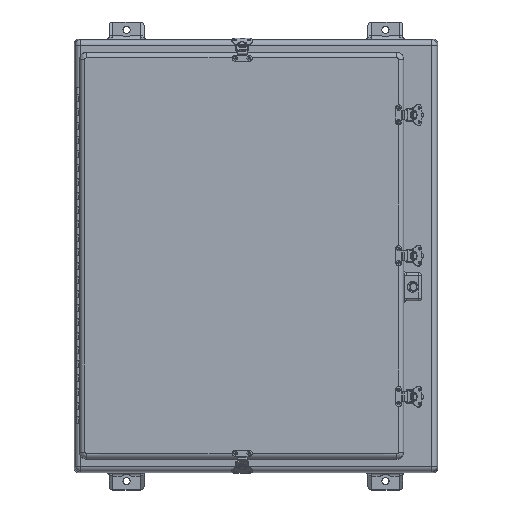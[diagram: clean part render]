
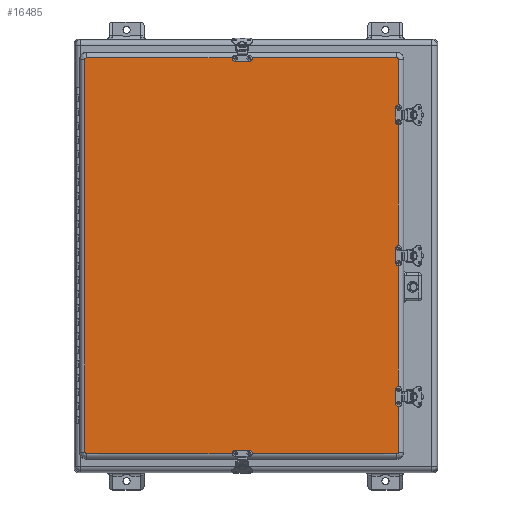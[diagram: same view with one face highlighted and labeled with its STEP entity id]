
A CAD part, top view. The second image highlights one B-rep face of the part: STEP entity #16485.
In plain terms, the highlighted planar face has unit normal (0, 0, 1).
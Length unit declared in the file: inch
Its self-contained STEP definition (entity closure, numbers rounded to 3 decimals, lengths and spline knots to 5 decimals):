
#848=CIRCLE($,#17834,0.07);
#849=CIRCLE($,#17836,0.07);
#854=CIRCLE($,#17844,0.07);
#855=CIRCLE($,#17846,0.07);
#856=CIRCLE($,#17848,0.07);
#857=CIRCLE($,#17850,0.07);
#866=CIRCLE($,#17864,0.07);
#867=CIRCLE($,#17866,0.07);
#868=CIRCLE($,#17868,0.07);
#869=CIRCLE($,#17870,0.07);
#870=CIRCLE($,#17872,0.10404);
#871=CIRCLE($,#17873,0.10404);
#872=CIRCLE($,#17874,0.10404);
#873=CIRCLE($,#17875,0.10404);
#2496=PLANE($,#17871);
#3106=FACE_OUTER_BOUND($,#4209,.T.);
#4209=EDGE_LOOP($,(#13032,#13033,#13034,#13035,#13036,#13037,#13038,#13039,
#13040,#13041,#13042,#13043,#13044,#13045,#13046,#13047,#13048,#13049,#13050,
#13051,#13052,#13053,#13054,#13055,#13056,#13057,#13058,#13059));
#5610=LINE($,#26898,#6827);
#5611=LINE($,#26919,#6828);
#5612=LINE($,#26940,#6829);
#5614=LINE($,#26948,#6831);
#5615=LINE($,#26969,#6832);
#5616=LINE($,#26989,#6833);
#5617=LINE($,#26990,#6834);
#5619=LINE($,#27159,#6836);
#5621=LINE($,#27166,#6838);
#5622=LINE($,#27167,#6839);
#5624=LINE($,#27175,#6841);
#5625=LINE($,#27177,#6842);
#5627=LINE($,#27184,#6844);
#5628=LINE($,#27198,#6845);
#6827=VECTOR($,#20886,8.99212);
#6828=VECTOR($,#20887,0.80462);
#6829=VECTOR($,#20888,3.43356);
#6831=VECTOR($,#20894,3.43356);
#6832=VECTOR($,#20895,0.80462);
#6833=VECTOR($,#20896,8.99212);
#6834=VECTOR($,#20897,0.80462);
#6836=VECTOR($,#20923,10.55856);
#6838=VECTOR($,#20929,10.55856);
#6839=VECTOR($,#20930,0.80462);
#6841=VECTOR($,#20940,0.80462);
#6842=VECTOR($,#20941,10.55856);
#6844=VECTOR($,#20947,10.55856);
#6845=VECTOR($,#20970,28.0625);
#8169=VERTEX_POINT($,#26757);
#8170=VERTEX_POINT($,#26758);
#8171=VERTEX_POINT($,#26797);
#8172=VERTEX_POINT($,#26798);
#8175=VERTEX_POINT($,#26897);
#8176=VERTEX_POINT($,#26899);
#8177=VERTEX_POINT($,#26918);
#8178=VERTEX_POINT($,#26920);
#8179=VERTEX_POINT($,#26939);
#8182=VERTEX_POINT($,#26945);
#8183=VERTEX_POINT($,#26947);
#8184=VERTEX_POINT($,#26949);
#8185=VERTEX_POINT($,#26968);
#8186=VERTEX_POINT($,#26970);
#8187=VERTEX_POINT($,#27010);
#8188=VERTEX_POINT($,#27011);
#8189=VERTEX_POINT($,#27050);
#8190=VERTEX_POINT($,#27051);
#8191=VERTEX_POINT($,#27090);
#8192=VERTEX_POINT($,#27091);
#8193=VERTEX_POINT($,#27130);
#8194=VERTEX_POINT($,#27131);
#8197=VERTEX_POINT($,#27158);
#8200=VERTEX_POINT($,#27164);
#8203=VERTEX_POINT($,#27176);
#8206=VERTEX_POINT($,#27182);
#8207=VERTEX_POINT($,#27195);
#8208=VERTEX_POINT($,#27197);
#9964=EDGE_CURVE($,#8169,#8170,#848,.T.);
#9967=EDGE_CURVE($,#8171,#8172,#849,.T.);
#9976=EDGE_CURVE($,#8169,#8175,#5610,.T.);
#9978=EDGE_CURVE($,#8176,#8177,#5611,.T.);
#9980=EDGE_CURVE($,#8178,#8179,#5612,.T.);
#9984=EDGE_CURVE($,#8182,#8183,#5614,.T.);
#9986=EDGE_CURVE($,#8184,#8185,#5615,.T.);
#9988=EDGE_CURVE($,#8186,#8172,#5616,.T.);
#9989=EDGE_CURVE($,#8171,#8170,#5617,.T.);
#9991=EDGE_CURVE($,#8187,#8188,#854,.T.);
#9994=EDGE_CURVE($,#8189,#8190,#855,.T.);
#9997=EDGE_CURVE($,#8191,#8192,#856,.T.);
#10000=EDGE_CURVE($,#8193,#8194,#857,.T.);
#10005=EDGE_CURVE($,#8187,#8197,#5619,.T.);
#10009=EDGE_CURVE($,#8200,#8190,#5621,.T.);
#10010=EDGE_CURVE($,#8189,#8188,#5622,.T.);
#10014=EDGE_CURVE($,#8191,#8194,#5624,.T.);
#10015=EDGE_CURVE($,#8193,#8203,#5625,.T.);
#10019=EDGE_CURVE($,#8206,#8192,#5627,.T.);
#10020=EDGE_CURVE($,#8186,#8185,#866,.T.);
#10021=EDGE_CURVE($,#8184,#8183,#867,.T.);
#10022=EDGE_CURVE($,#8176,#8175,#868,.T.);
#10023=EDGE_CURVE($,#8178,#8177,#869,.T.);
#10024=EDGE_CURVE($,#8203,#8182,#870,.T.);
#10025=EDGE_CURVE($,#8207,#8206,#871,.T.);
#10026=EDGE_CURVE($,#8208,#8207,#5628,.T.);
#10027=EDGE_CURVE($,#8197,#8208,#872,.T.);
#10028=EDGE_CURVE($,#8179,#8200,#873,.T.);
#13032=ORIENTED_EDGE($,*,*,#9964,.T.);
#13033=ORIENTED_EDGE($,*,*,#9989,.F.);
#13034=ORIENTED_EDGE($,*,*,#9967,.T.);
#13035=ORIENTED_EDGE($,*,*,#9988,.F.);
#13036=ORIENTED_EDGE($,*,*,#10020,.T.);
#13037=ORIENTED_EDGE($,*,*,#9986,.F.);
#13038=ORIENTED_EDGE($,*,*,#10021,.T.);
#13039=ORIENTED_EDGE($,*,*,#9984,.F.);
#13040=ORIENTED_EDGE($,*,*,#10024,.F.);
#13041=ORIENTED_EDGE($,*,*,#10015,.F.);
#13042=ORIENTED_EDGE($,*,*,#10000,.T.);
#13043=ORIENTED_EDGE($,*,*,#10014,.F.);
#13044=ORIENTED_EDGE($,*,*,#9997,.T.);
#13045=ORIENTED_EDGE($,*,*,#10019,.F.);
#13046=ORIENTED_EDGE($,*,*,#10025,.F.);
#13047=ORIENTED_EDGE($,*,*,#10026,.F.);
#13048=ORIENTED_EDGE($,*,*,#10027,.F.);
#13049=ORIENTED_EDGE($,*,*,#10005,.F.);
#13050=ORIENTED_EDGE($,*,*,#9991,.T.);
#13051=ORIENTED_EDGE($,*,*,#10010,.F.);
#13052=ORIENTED_EDGE($,*,*,#9994,.T.);
#13053=ORIENTED_EDGE($,*,*,#10009,.F.);
#13054=ORIENTED_EDGE($,*,*,#10028,.F.);
#13055=ORIENTED_EDGE($,*,*,#9980,.F.);
#13056=ORIENTED_EDGE($,*,*,#10023,.T.);
#13057=ORIENTED_EDGE($,*,*,#9978,.F.);
#13058=ORIENTED_EDGE($,*,*,#10022,.T.);
#13059=ORIENTED_EDGE($,*,*,#9976,.F.);
#16485=ADVANCED_FACE($,(#3106),#2496,.T.);
#17834=AXIS2_PLACEMENT_3D($,#26759,#20871,#20872);
#17836=AXIS2_PLACEMENT_3D($,#26799,#20875,#20876);
#17844=AXIS2_PLACEMENT_3D($,#27012,#20900,#20901);
#17846=AXIS2_PLACEMENT_3D($,#27052,#20904,#20905);
#17848=AXIS2_PLACEMENT_3D($,#27092,#20908,#20909);
#17850=AXIS2_PLACEMENT_3D($,#27132,#20912,#20913);
#17864=AXIS2_PLACEMENT_3D($,#27186,#20950,#20951);
#17866=AXIS2_PLACEMENT_3D($,#27188,#20954,#20955);
#17868=AXIS2_PLACEMENT_3D($,#27190,#20958,#20959);
#17870=AXIS2_PLACEMENT_3D($,#27192,#20962,#20963);
#17871=AXIS2_PLACEMENT_3D($,#27193,#20964,#20965);
#17872=AXIS2_PLACEMENT_3D($,#27194,#20966,#20967);
#17873=AXIS2_PLACEMENT_3D($,#27196,#20968,#20969);
#17874=AXIS2_PLACEMENT_3D($,#27199,#20971,#20972);
#17875=AXIS2_PLACEMENT_3D($,#27200,#20973,#20974);
#20871=DIRECTION('center_axis',(0.,0.,-1.));
#20872=DIRECTION('ref_axis',(1.,0.,0.));
#20875=DIRECTION('center_axis',(0.,0.,-1.));
#20876=DIRECTION('ref_axis',(1.,0.,0.));
#20886=DIRECTION($,(0.,-1.,0.));
#20887=DIRECTION($,(0.,-1.,0.));
#20888=DIRECTION($,(0.,-1.,0.));
#20894=DIRECTION($,(0.,-1.,0.));
#20895=DIRECTION($,(0.,-1.,0.));
#20896=DIRECTION($,(0.,-1.,0.));
#20897=DIRECTION($,(0.,-1.,0.));
#20900=DIRECTION('center_axis',(0.,0.,-1.));
#20901=DIRECTION('ref_axis',(1.,0.,0.));
#20904=DIRECTION('center_axis',(0.,0.,-1.));
#20905=DIRECTION('ref_axis',(1.,0.,0.));
#20908=DIRECTION('center_axis',(0.,0.,-1.));
#20909=DIRECTION('ref_axis',(1.,0.,0.));
#20912=DIRECTION('center_axis',(0.,0.,-1.));
#20913=DIRECTION('ref_axis',(1.,0.,0.));
#20923=DIRECTION($,(-1.,0.,0.));
#20929=DIRECTION($,(-1.,0.,0.));
#20930=DIRECTION($,(-1.,0.,0.));
#20940=DIRECTION($,(1.,0.,0.));
#20941=DIRECTION($,(1.,0.,0.));
#20947=DIRECTION($,(1.,0.,0.));
#20950=DIRECTION('center_axis',(0.,0.,-1.));
#20951=DIRECTION('ref_axis',(1.,0.,0.));
#20954=DIRECTION('center_axis',(0.,0.,-1.));
#20955=DIRECTION('ref_axis',(1.,0.,0.));
#20958=DIRECTION('center_axis',(0.,0.,-1.));
#20959=DIRECTION('ref_axis',(1.,0.,0.));
#20962=DIRECTION('center_axis',(0.,0.,-1.));
#20963=DIRECTION('ref_axis',(1.,0.,0.));
#20964=DIRECTION('center_axis',(0.,0.,1.));
#20965=DIRECTION('ref_axis',(1.,0.,0.));
#20966=DIRECTION('center_axis',(0.,0.,-1.));
#20967=DIRECTION('ref_axis',(0.707,0.707,0.));
#20968=DIRECTION('center_axis',(0.,0.,-1.));
#20969=DIRECTION('ref_axis',(-0.707,0.707,0.));
#20970=DIRECTION($,(0.,1.,0.));
#20971=DIRECTION('center_axis',(0.,0.,-1.));
#20972=DIRECTION('ref_axis',(-0.707,-0.707,0.));
#20973=DIRECTION('center_axis',(0.,0.,-1.));
#20974=DIRECTION('ref_axis',(0.707,-0.707,0.));
#26757=CARTESIAN_POINT('',(11.19779,-0.53519,0.96875));
#26758=CARTESIAN_POINT('',(11.19779,-0.40231,0.96875));
#26759=CARTESIAN_POINT('Origin',(11.17575,-0.46875,0.96875));
#26797=CARTESIAN_POINT('',(11.19779,0.40231,0.96875));
#26798=CARTESIAN_POINT('',(11.19779,0.53519,0.96875));
#26799=CARTESIAN_POINT('Origin',(11.17575,0.46875,0.96875));
#26897=CARTESIAN_POINT('',(11.19779,-9.52731,0.96875));
#26898=CARTESIAN_POINT($,(11.19779,-0.53519,0.96875));
#26899=CARTESIAN_POINT('',(11.19779,-9.66019,0.96875));
#26918=CARTESIAN_POINT('',(11.19779,-10.46481,0.96875));
#26919=CARTESIAN_POINT($,(11.19779,-9.66019,0.96875));
#26920=CARTESIAN_POINT('',(11.19779,-10.59769,0.96875));
#26939=CARTESIAN_POINT('',(11.19779,-14.03125,0.96875));
#26940=CARTESIAN_POINT($,(11.19779,-10.59769,0.96875));
#26945=CARTESIAN_POINT('',(11.19779,14.03125,0.96875));
#26947=CARTESIAN_POINT('',(11.19779,10.59769,0.96875));
#26948=CARTESIAN_POINT($,(11.19779,14.03125,0.96875));
#26949=CARTESIAN_POINT('',(11.19779,10.46481,0.96875));
#26968=CARTESIAN_POINT('',(11.19779,9.66019,0.96875));
#26969=CARTESIAN_POINT($,(11.19779,10.46481,0.96875));
#26970=CARTESIAN_POINT('',(11.19779,9.52731,0.96875));
#26989=CARTESIAN_POINT($,(11.19779,9.52731,0.96875));
#26990=CARTESIAN_POINT($,(11.19779,0.40231,0.96875));
#27010=CARTESIAN_POINT('',(-0.53519,-14.13529,0.96875));
#27011=CARTESIAN_POINT('',(-0.40231,-14.13529,0.96875));
#27012=CARTESIAN_POINT('Origin',(-0.46875,-14.11325,0.96875));
#27050=CARTESIAN_POINT('',(0.40231,-14.13529,0.96875));
#27051=CARTESIAN_POINT('',(0.53519,-14.13529,0.96875));
#27052=CARTESIAN_POINT('Origin',(0.46875,-14.11325,0.96875));
#27090=CARTESIAN_POINT('',(-0.40231,14.13529,0.96875));
#27091=CARTESIAN_POINT('',(-0.53519,14.13529,0.96875));
#27092=CARTESIAN_POINT('Origin',(-0.46875,14.11325,0.96875));
#27130=CARTESIAN_POINT('',(0.53519,14.13529,0.96875));
#27131=CARTESIAN_POINT('',(0.40231,14.13529,0.96875));
#27132=CARTESIAN_POINT('Origin',(0.46875,14.11325,0.96875));
#27158=CARTESIAN_POINT('',(-11.09375,-14.13529,0.96875));
#27159=CARTESIAN_POINT($,(-0.53519,-14.13529,0.96875));
#27164=CARTESIAN_POINT('',(11.09375,-14.13529,0.96875));
#27166=CARTESIAN_POINT($,(11.09375,-14.13529,0.96875));
#27167=CARTESIAN_POINT($,(0.40231,-14.13529,0.96875));
#27175=CARTESIAN_POINT($,(-0.40231,14.13529,0.96875));
#27176=CARTESIAN_POINT('',(11.09375,14.13529,0.96875));
#27177=CARTESIAN_POINT($,(0.53519,14.13529,0.96875));
#27182=CARTESIAN_POINT('',(-11.09375,14.13529,0.96875));
#27184=CARTESIAN_POINT($,(-11.09375,14.13529,0.96875));
#27186=CARTESIAN_POINT('Origin',(11.17575,9.59375,0.96875));
#27188=CARTESIAN_POINT('Origin',(11.17575,10.53125,0.96875));
#27190=CARTESIAN_POINT('Origin',(11.17575,-9.59375,0.96875));
#27192=CARTESIAN_POINT('Origin',(11.17575,-10.53125,0.96875));
#27193=CARTESIAN_POINT('Origin',(0.,0.,0.96875));
#27194=CARTESIAN_POINT('Origin',(11.09375,14.03125,0.96875));
#27195=CARTESIAN_POINT('',(-11.19779,14.03125,0.96875));
#27196=CARTESIAN_POINT('Origin',(-11.09375,14.03125,0.96875));
#27197=CARTESIAN_POINT('',(-11.19779,-14.03125,0.96875));
#27198=CARTESIAN_POINT($,(-11.19779,-14.03125,0.96875));
#27199=CARTESIAN_POINT('Origin',(-11.09375,-14.03125,0.96875));
#27200=CARTESIAN_POINT('Origin',(11.09375,-14.03125,0.96875));
